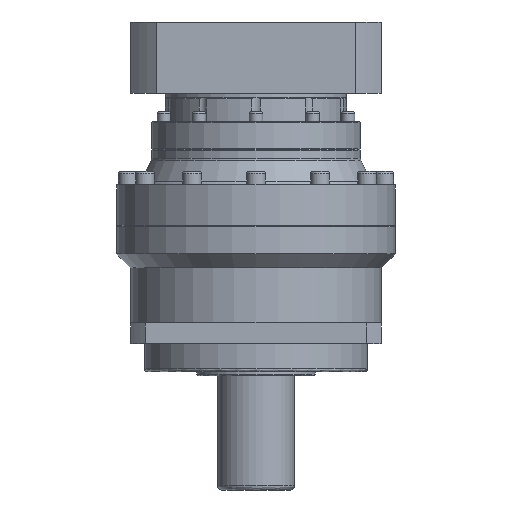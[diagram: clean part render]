
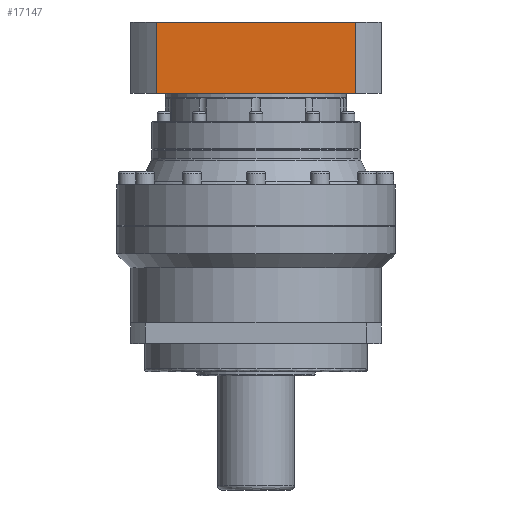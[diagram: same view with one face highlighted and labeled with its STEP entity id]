
A CAD part, front view. The second image highlights one B-rep face of the part: STEP entity #17147.
In plain terms, the highlighted planar face has unit normal (0, -1, 0).
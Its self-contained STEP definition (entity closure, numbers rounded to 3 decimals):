
#231 = FACE_OUTER_BOUND ( 'NONE', #10651, .T. ) ;
#1098 = DIRECTION ( 'NONE',  ( 0., 0., -1. ) ) ;
#1736 = VERTEX_POINT ( 'NONE', #6570 ) ;
#1948 = EDGE_CURVE ( 'NONE', #1736, #6528, #20929, .T. ) ;
#2680 = CARTESIAN_POINT ( 'NONE',  ( -71.589, -90., 336. ) ) ;
#3043 = LINE ( 'NONE', #16456, #8148 ) ;
#3424 = CARTESIAN_POINT ( 'NONE',  ( -71.589, -90., 336. ) ) ;
#3683 = DIRECTION ( 'NONE',  ( 1., 0., 0. ) ) ;
#3722 = DIRECTION ( 'NONE',  ( 0., 0., 1. ) ) ;
#4544 = EDGE_CURVE ( 'NONE', #6528, #20730, #15582, .T. ) ;
#4589 = DIRECTION ( 'NONE',  ( 1., 0., 0. ) ) ;
#4620 = CARTESIAN_POINT ( 'NONE',  ( -71.589, -90., 336. ) ) ;
#5161 = CARTESIAN_POINT ( 'NONE',  ( 71.589, -90., 336. ) ) ;
#5353 = VECTOR ( 'NONE', #3683, 1000. ) ;
#5477 = CARTESIAN_POINT ( 'NONE',  ( 71.589, -90., 285. ) ) ;
#5696 = VECTOR ( 'NONE', #3722, 1000. ) ;
#6306 = ORIENTED_EDGE ( 'NONE', *, *, #21200, .F. ) ;
#6528 = VERTEX_POINT ( 'NONE', #3424 ) ;
#6570 = CARTESIAN_POINT ( 'NONE',  ( -71.589, -90., 285. ) ) ;
#7824 = VERTEX_POINT ( 'NONE', #5477 ) ;
#8148 = VECTOR ( 'NONE', #1098, 1000. ) ;
#10353 = DIRECTION ( 'NONE',  ( 0., 1., 0. ) ) ;
#10478 = LINE ( 'NONE', #13300, #5353 ) ;
#10651 = EDGE_LOOP ( 'NONE', ( #12473, #11286, #6306, #19395 ) ) ;
#11286 = ORIENTED_EDGE ( 'NONE', *, *, #12299, .T. ) ;
#12299 = EDGE_CURVE ( 'NONE', #1736, #7824, #10478, .T. ) ;
#12473 = ORIENTED_EDGE ( 'NONE', *, *, #1948, .F. ) ;
#13300 = CARTESIAN_POINT ( 'NONE',  ( 0., -90., 285. ) ) ;
#15582 = LINE ( 'NONE', #4620, #20014 ) ;
#16207 = AXIS2_PLACEMENT_3D ( 'NONE', #21747, #10353, #23645 ) ;
#16456 = CARTESIAN_POINT ( 'NONE',  ( 71.589, -90., 285. ) ) ;
#17147 = ADVANCED_FACE ( 'NONE', ( #231 ), #23561, .F. ) ;
#19395 = ORIENTED_EDGE ( 'NONE', *, *, #4544, .F. ) ;
#20014 = VECTOR ( 'NONE', #4589, 1000. ) ;
#20730 = VERTEX_POINT ( 'NONE', #5161 ) ;
#20929 = LINE ( 'NONE', #2680, #5696 ) ;
#21200 = EDGE_CURVE ( 'NONE', #20730, #7824, #3043, .T. ) ;
#21747 = CARTESIAN_POINT ( 'NONE',  ( -71.589, -90., 336. ) ) ;
#23561 = PLANE ( 'NONE',  #16207 ) ;
#23645 = DIRECTION ( 'NONE',  ( -1., 0., 0. ) ) ;
